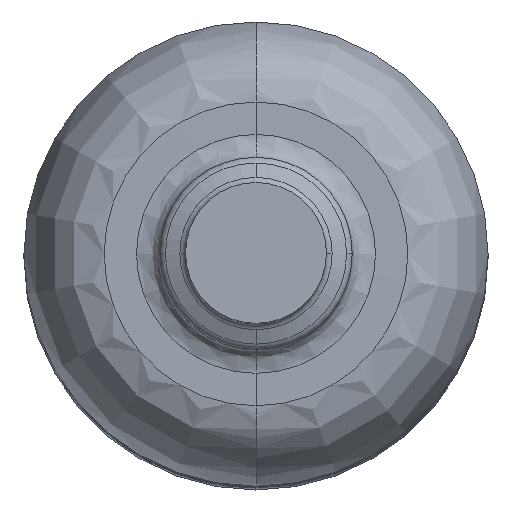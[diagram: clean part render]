
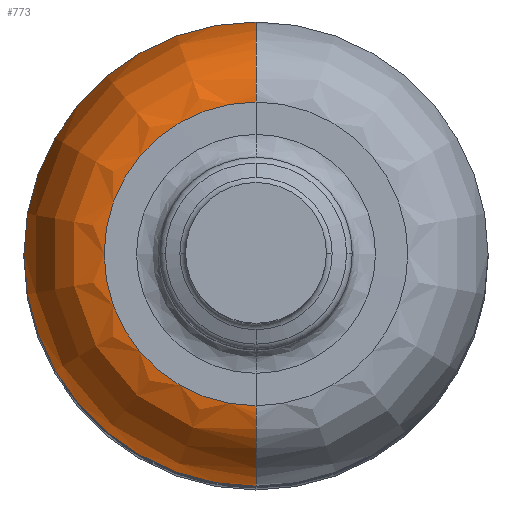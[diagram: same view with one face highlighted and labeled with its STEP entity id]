
A CAD part, top view. The second image highlights one B-rep face of the part: STEP entity #773.
In plain terms, the highlighted face is a revolution surface.
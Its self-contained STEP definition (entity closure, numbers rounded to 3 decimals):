
#773=ADVANCED_FACE('',(#1050),#1051,.T.);
#1050=FACE_OUTER_BOUND('',#1425,.T.);
#1051=SURFACE_OF_REVOLUTION('',#1426,#1427);
#1425=EDGE_LOOP('',(#3051,#3052,#3053,#3054));
#1426=(B_SPLINE_CURVE(3,(#3056,#3057,#3058,#3059,#3060),.UNSPECIFIED.,.F.,.F.)B_SPLINE_CURVE_WITH_KNOTS((4,1,4),(-2.766,-2.353,-1.941),.UNSPECIFIED.)RATIONAL_B_SPLINE_CURVE((1.17,1.057,0.943,1.057,1.17))BOUNDED_CURVE()REPRESENTATION_ITEM('')GEOMETRIC_REPRESENTATION_ITEM()CURVE());
#1427=AXIS1_PLACEMENT('',#3067,#3068);
#3051=ORIENTED_EDGE('',*,*,#3584,.T.);
#3052=ORIENTED_EDGE('',*,*,#3565,.F.);
#3053=ORIENTED_EDGE('',*,*,#3585,.F.);
#3054=ORIENTED_EDGE('',*,*,#3579,.T.);
#3056=CARTESIAN_POINT('',(0.,64.681,511.599));
#3057=CARTESIAN_POINT('',(0.,73.635,511.527));
#3058=CARTESIAN_POINT('',(0.,91.817,501.099));
#3059=CARTESIAN_POINT('',(0.,98.89,474.614));
#3060=CARTESIAN_POINT('',(0.,98.89,461.6));
#3067=CARTESIAN_POINT('',(0.,0.0,511.599));
#3068=DIRECTION('',(0.,0.0,-1.0));
#3565=EDGE_CURVE('',#3982,#3985,#3986,.T.);
#3579=EDGE_CURVE('',#4010,#4008,#4011,.T.);
#3584=EDGE_CURVE('',#4008,#3985,#4016,.T.);
#3585=EDGE_CURVE('',#4010,#3982,#4017,.T.);
#3982=VERTEX_POINT('',#5425);
#3985=VERTEX_POINT('',#5429);
#3986=CIRCLE('',#5430,64.681);
#4008=VERTEX_POINT('',#5493);
#4010=VERTEX_POINT('',#5495);
#4011=CIRCLE('',#5496,98.89);
#4016=ELLIPSE('',#5539,50.0,34.4);
#4017=ELLIPSE('',#5540,50.0,34.4);
#5425=CARTESIAN_POINT('',(0.,64.681,511.599));
#5429=CARTESIAN_POINT('',(0.,-64.681,511.599));
#5430=AXIS2_PLACEMENT_3D('',#6096,#6097,#6098);
#5493=CARTESIAN_POINT('',(0.,-98.89,461.6));
#5495=CARTESIAN_POINT('',(0.,98.89,461.6));
#5496=AXIS2_PLACEMENT_3D('',#6126,#6127,#6128);
#5539=AXIS2_PLACEMENT_3D('',#6135,#6136,#6137);
#5540=AXIS2_PLACEMENT_3D('',#6138,#6139,#6140);
#6096=CARTESIAN_POINT('',(0.,0.0,511.599));
#6097=DIRECTION('',(0.,0.0,1.0));
#6098=DIRECTION('',(0.0,1.0,0.0));
#6126=CARTESIAN_POINT('',(0.,0.0,461.6));
#6127=DIRECTION('',(0.,0.0,1.0));
#6128=DIRECTION('',(0.0,1.0,0.0));
#6135=CARTESIAN_POINT('',(0.,-64.49,461.6));
#6136=DIRECTION('',(-1.0,0.,0.));
#6137=DIRECTION('',(0.,0.0,-1.0));
#6138=CARTESIAN_POINT('',(0.,64.49,461.6));
#6139=DIRECTION('',(1.0,0.0,0.));
#6140=DIRECTION('',(0.,0.0,-1.0));
